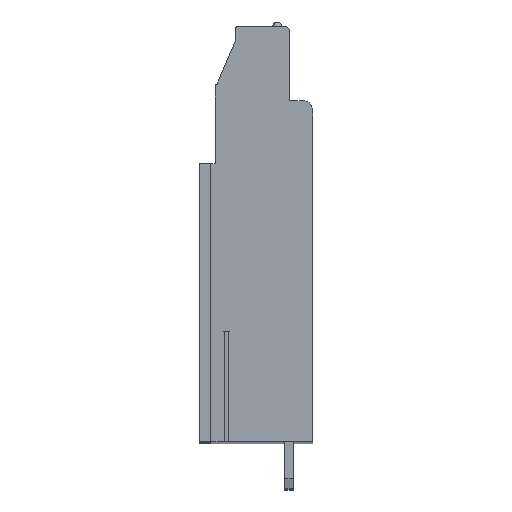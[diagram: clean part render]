
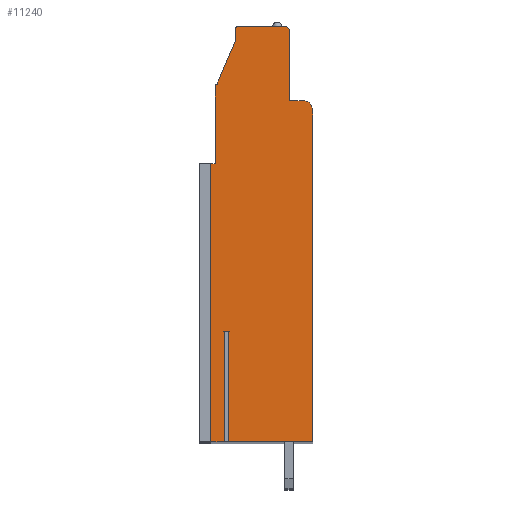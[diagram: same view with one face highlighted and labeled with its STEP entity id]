
A CAD part, top view. The second image highlights one B-rep face of the part: STEP entity #11240.
In plain terms, the highlighted planar face has unit normal (0, 0, 1).
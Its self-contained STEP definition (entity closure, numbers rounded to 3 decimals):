
#13=DIRECTION('',(0.,1.,0.));
#14=VECTOR('',#13,30.);
#15=CARTESIAN_POINT('',(-5.16,-17.199,109.22));
#16=LINE('',#15,#14);
#17=DIRECTION('',(-1.,0.,0.));
#18=VECTOR('',#17,0.5);
#19=CARTESIAN_POINT('',(-4.66,12.801,109.22));
#20=LINE('',#19,#18);
#21=DIRECTION('',(0.,-1.,0.));
#22=VECTOR('',#21,8.4);
#23=CARTESIAN_POINT('',(-4.66,21.201,109.22));
#24=LINE('',#23,#22);
#25=CARTESIAN_POINT('',(-4.46,21.201,109.22));
#26=DIRECTION('',(0.,0.,1.));
#27=DIRECTION('',(0.,1.,0.));
#28=AXIS2_PLACEMENT_3D('',#25,#26,#27);
#30=DIRECTION('',(-0.392,-0.92,0.));
#31=VECTOR('',#30,5.108);
#32=CARTESIAN_POINT('',(-2.46,26.101,109.22));
#33=LINE('',#32,#31);
#34=DIRECTION('',(0.,-1.,0.));
#35=VECTOR('',#34,1.2);
#36=CARTESIAN_POINT('',(-2.46,27.301,109.22));
#37=LINE('',#36,#35);
#38=CARTESIAN_POINT('',(-2.16,27.301,109.22));
#39=DIRECTION('',(0.,0.,1.));
#40=DIRECTION('',(0.,1.,0.));
#41=AXIS2_PLACEMENT_3D('',#38,#39,#40);
#43=DIRECTION('',(-1.,0.,0.));
#44=VECTOR('',#43,5.);
#45=CARTESIAN_POINT('',(2.84,27.601,109.22));
#46=LINE('',#45,#44);
#47=CARTESIAN_POINT('',(2.84,27.101,109.22));
#48=DIRECTION('',(0.,0.,1.));
#49=DIRECTION('',(1.,0.,0.));
#50=AXIS2_PLACEMENT_3D('',#47,#48,#49);
#52=DIRECTION('',(0.,1.,0.));
#53=VECTOR('',#52,7.5);
#54=CARTESIAN_POINT('',(3.34,19.601,109.22));
#55=LINE('',#54,#53);
#56=DIRECTION('',(-1.,0.,0.));
#57=VECTOR('',#56,1.5);
#58=CARTESIAN_POINT('',(4.84,19.601,109.22));
#59=LINE('',#58,#57);
#60=CARTESIAN_POINT('',(4.84,18.601,109.22));
#61=DIRECTION('',(0.,0.,1.));
#62=DIRECTION('',(1.,0.,0.));
#63=AXIS2_PLACEMENT_3D('',#60,#61,#62);
#65=DIRECTION('',(0.,1.,0.));
#66=VECTOR('',#65,35.8);
#67=CARTESIAN_POINT('',(5.84,-17.199,109.22));
#68=LINE('',#67,#66);
#69=DIRECTION('',(1.,0.,0.));
#70=VECTOR('',#69,9.11);
#71=CARTESIAN_POINT('',(-3.27,-17.199,109.22));
#72=LINE('',#71,#70);
#73=DIRECTION('',(0.,1.,0.));
#74=VECTOR('',#73,11.95);
#75=CARTESIAN_POINT('',(-3.27,-17.199,109.22));
#76=LINE('',#75,#74);
#77=DIRECTION('',(-1.,0.,0.));
#78=VECTOR('',#77,0.38);
#79=CARTESIAN_POINT('',(-3.27,-5.249,109.22));
#80=LINE('',#79,#78);
#81=DIRECTION('',(0.,1.,0.));
#82=VECTOR('',#81,11.95);
#83=CARTESIAN_POINT('',(-3.65,-17.199,109.22));
#84=LINE('',#83,#82);
#85=DIRECTION('',(1.,0.,0.));
#86=VECTOR('',#85,1.51);
#87=CARTESIAN_POINT('',(-5.16,-17.199,109.22));
#88=LINE('',#87,#86);
#8633=CARTESIAN_POINT('',(5.84,-17.199,109.22));
#8634=CARTESIAN_POINT('',(5.84,18.601,109.22));
#8635=VERTEX_POINT('',#8633);
#8636=VERTEX_POINT('',#8634);
#8637=CARTESIAN_POINT('',(4.84,19.601,109.22));
#8638=VERTEX_POINT('',#8637);
#8639=CARTESIAN_POINT('',(3.34,19.601,109.22));
#8640=VERTEX_POINT('',#8639);
#8641=CARTESIAN_POINT('',(3.34,27.101,109.22));
#8642=VERTEX_POINT('',#8641);
#8643=CARTESIAN_POINT('',(2.84,27.601,109.22));
#8644=VERTEX_POINT('',#8643);
#8645=CARTESIAN_POINT('',(-2.16,27.601,109.22));
#8646=VERTEX_POINT('',#8645);
#8647=CARTESIAN_POINT('',(-2.46,27.301,109.22));
#8648=VERTEX_POINT('',#8647);
#8649=CARTESIAN_POINT('',(-2.46,26.101,109.22));
#8650=VERTEX_POINT('',#8649);
#8651=CARTESIAN_POINT('',(-4.46,21.401,109.22));
#8652=VERTEX_POINT('',#8651);
#8653=CARTESIAN_POINT('',(-4.66,21.201,109.22));
#8654=VERTEX_POINT('',#8653);
#8655=CARTESIAN_POINT('',(-4.66,12.801,109.22));
#8656=VERTEX_POINT('',#8655);
#8769=CARTESIAN_POINT('',(-3.27,-5.249,109.22));
#8770=CARTESIAN_POINT('',(-3.65,-5.249,109.22));
#8771=VERTEX_POINT('',#8769);
#8772=VERTEX_POINT('',#8770);
#8773=CARTESIAN_POINT('',(-3.27,-17.199,109.22));
#8774=VERTEX_POINT('',#8773);
#8775=CARTESIAN_POINT('',(-3.65,-17.199,109.22));
#8776=VERTEX_POINT('',#8775);
#8785=CARTESIAN_POINT('',(-5.16,-17.199,109.22));
#8786=CARTESIAN_POINT('',(-5.16,12.801,109.22));
#8787=VERTEX_POINT('',#8785);
#8788=VERTEX_POINT('',#8786);
#11197=CARTESIAN_POINT('',(0.,0.,109.22));
#11198=DIRECTION('',(0.,0.,1.));
#11199=DIRECTION('',(1.,0.,0.));
#11200=AXIS2_PLACEMENT_3D('',#11197,#11198,#11199);
#11201=PLANE('',#11200);
#11203=ORIENTED_EDGE('',*,*,#11202,.T.);
#11205=ORIENTED_EDGE('',*,*,#11204,.F.);
#11207=ORIENTED_EDGE('',*,*,#11206,.F.);
#11209=ORIENTED_EDGE('',*,*,#11208,.F.);
#11211=ORIENTED_EDGE('',*,*,#11210,.F.);
#11213=ORIENTED_EDGE('',*,*,#11212,.F.);
#11215=ORIENTED_EDGE('',*,*,#11214,.F.);
#11217=ORIENTED_EDGE('',*,*,#11216,.F.);
#11219=ORIENTED_EDGE('',*,*,#11218,.F.);
#11221=ORIENTED_EDGE('',*,*,#11220,.F.);
#11223=ORIENTED_EDGE('',*,*,#11222,.F.);
#11225=ORIENTED_EDGE('',*,*,#11224,.F.);
#11227=ORIENTED_EDGE('',*,*,#11226,.F.);
#11229=ORIENTED_EDGE('',*,*,#11228,.F.);
#11231=ORIENTED_EDGE('',*,*,#11230,.T.);
#11233=ORIENTED_EDGE('',*,*,#11232,.T.);
#11235=ORIENTED_EDGE('',*,*,#11234,.F.);
#11237=ORIENTED_EDGE('',*,*,#11236,.F.);
#11238=EDGE_LOOP('',(#11203,#11205,#11207,#11209,#11211,#11213,#11215,#11217,
#11219,#11221,#11223,#11225,#11227,#11229,#11231,#11233,#11235,#11237));
#11239=FACE_OUTER_BOUND('',#11238,.F.);
#29=CIRCLE('',#28,0.2);
#42=CIRCLE('',#41,0.3);
#51=CIRCLE('',#50,0.5);
#64=CIRCLE('',#63,1.);
#11202=EDGE_CURVE('',#8787,#8788,#16,.T.);
#11204=EDGE_CURVE('',#8656,#8788,#20,.T.);
#11206=EDGE_CURVE('',#8654,#8656,#24,.T.);
#11208=EDGE_CURVE('',#8652,#8654,#29,.T.);
#11210=EDGE_CURVE('',#8650,#8652,#33,.T.);
#11212=EDGE_CURVE('',#8648,#8650,#37,.T.);
#11214=EDGE_CURVE('',#8646,#8648,#42,.T.);
#11216=EDGE_CURVE('',#8644,#8646,#46,.T.);
#11218=EDGE_CURVE('',#8642,#8644,#51,.T.);
#11220=EDGE_CURVE('',#8640,#8642,#55,.T.);
#11222=EDGE_CURVE('',#8638,#8640,#59,.T.);
#11224=EDGE_CURVE('',#8636,#8638,#64,.T.);
#11226=EDGE_CURVE('',#8635,#8636,#68,.T.);
#11228=EDGE_CURVE('',#8774,#8635,#72,.T.);
#11230=EDGE_CURVE('',#8774,#8771,#76,.T.);
#11232=EDGE_CURVE('',#8771,#8772,#80,.T.);
#11234=EDGE_CURVE('',#8776,#8772,#84,.T.);
#11236=EDGE_CURVE('',#8787,#8776,#88,.T.);
#11240=ADVANCED_FACE('',(#11239),#11201,.T.);
